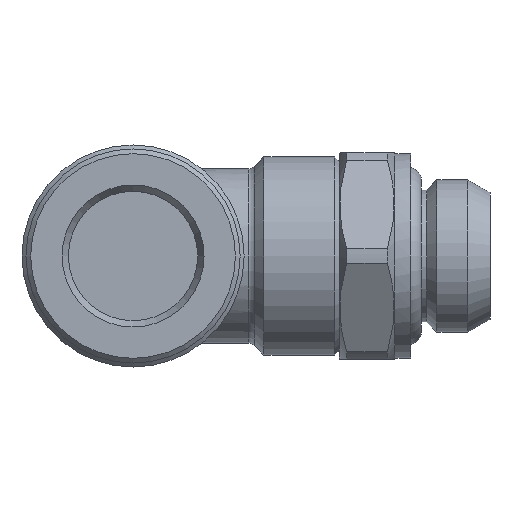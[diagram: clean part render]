
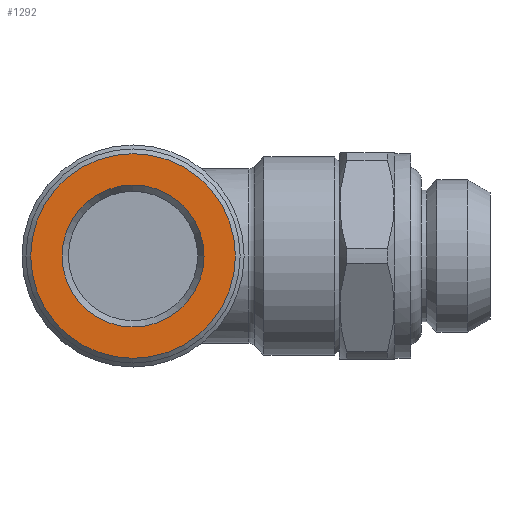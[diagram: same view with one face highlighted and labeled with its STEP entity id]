
A CAD part, left-side view. The second image highlights one B-rep face of the part: STEP entity #1292.
In plain terms, the highlighted planar face has unit normal (-1, 0, 0).
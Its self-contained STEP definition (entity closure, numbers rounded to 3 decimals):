
#64=PLANE('',#1414);
#208=ORIENTED_EDGE('',*,*,#343,.T.);
#209=ORIENTED_EDGE('',*,*,#309,.F.);
#309=EDGE_CURVE('',#400,#400,#475,.T.);
#343=EDGE_CURVE('',#434,#434,#507,.T.);
#400=VERTEX_POINT('',#1732);
#434=VERTEX_POINT('',#1918);
#475=CIRCLE('',#1334,6.45);
#507=CIRCLE('',#1388,4.475);
#604=EDGE_LOOP('',(#208));
#605=EDGE_LOOP('',(#209));
#718=FACE_BOUND('',#604,.T.);
#719=FACE_BOUND('',#605,.T.);
#1292=ADVANCED_FACE('',(#718,#719),#64,.T.);
#1334=AXIS2_PLACEMENT_3D('',#1731,#1466,#1467);
#1388=AXIS2_PLACEMENT_3D('',#1917,#1574,#1575);
#1414=AXIS2_PLACEMENT_3D('',#2115,#1631,#1632);
#1466=DIRECTION('',(1.,0.,0.));
#1467=DIRECTION('',(0.,0.,-1.));
#1574=DIRECTION('',(1.,0.,0.));
#1575=DIRECTION('',(0.,0.,-1.));
#1631=DIRECTION('',(-1.,0.,0.));
#1632=DIRECTION('',(0.,0.,1.));
#1731=CARTESIAN_POINT('',(-21.753,0.,0.));
#1732=CARTESIAN_POINT('',(-21.753,0.,-6.45));
#1917=CARTESIAN_POINT('',(-21.753,0.,0.));
#1918=CARTESIAN_POINT('',(-21.753,0.,-4.475));
#2115=CARTESIAN_POINT('',(-21.753,0.,0.));
